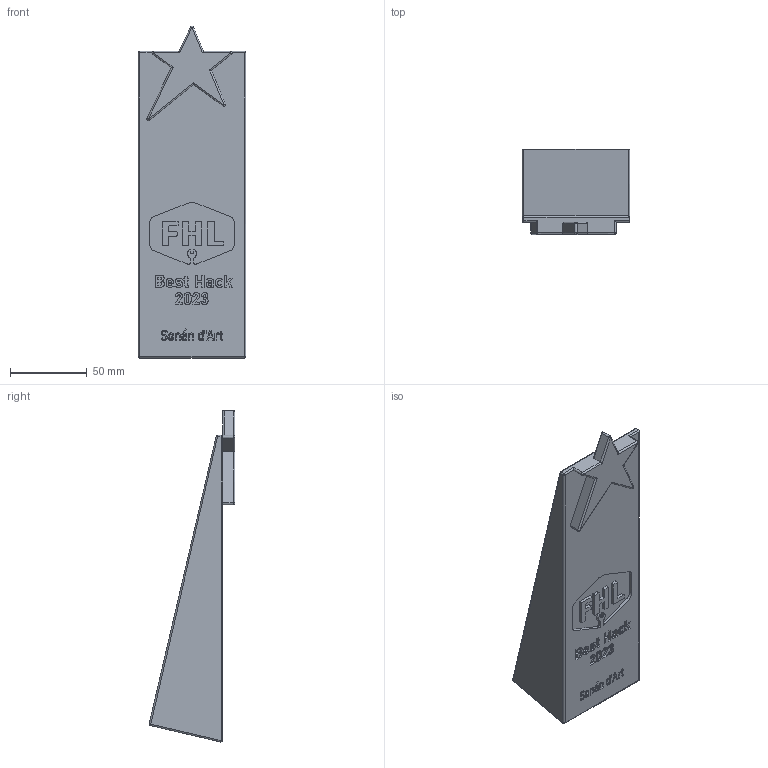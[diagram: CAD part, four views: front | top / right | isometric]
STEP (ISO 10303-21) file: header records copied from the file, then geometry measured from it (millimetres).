
FILE_DESCRIPTION(/* description */ (''),/* implementation_level */ '2;1');
FILE_NAME(/* name */ 'FHL Award v8.stp',/* time_stamp */ '2025-09-12T00:16:37+02:00',/* author */ (''),/* organization */ (''),/* preprocessor_version */ 'ST-DEVELOPER v20.1',/* originating_system */ 'Autodesk Translation Framework v14.10.0.0',/* authorisation */ '');
FILE_SCHEMA (('AUTOMOTIVE_DESIGN { 1 0 10303 214 3 1 1 }'));
Length unit declared in the file: millimetre
Products named in the file (1): FHL Award
Bounding box: 70 x 55.8 x 216.27 mm (x, y, z)
Volume: 369188.4 mm3; surface area: 45187.6 mm2
Topology: 1 solids, 1 shells, 694 faces, 1926 edges, 1270 vertices
Faces by surface type: bspline 323, plane 284, cylinder 75, sphere 12
Entity records: 22854 total; most frequent: CARTESIAN_POINT 7175, ORIENTED_EDGE 3852, DIRECTION 2168, EDGE_CURVE 1926, VERTEX_POINT 1270, LINE 1136, VECTOR 1136, EDGE_LOOP 730
